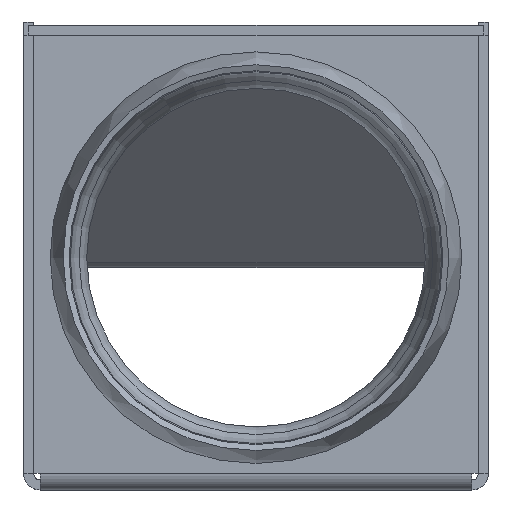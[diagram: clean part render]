
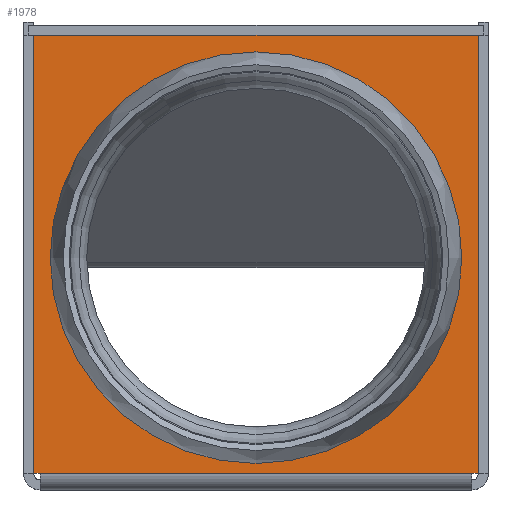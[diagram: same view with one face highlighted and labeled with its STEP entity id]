
A CAD part, left-side view. The second image highlights one B-rep face of the part: STEP entity #1978.
In plain terms, the highlighted planar face has unit normal (-1, 0, 0).
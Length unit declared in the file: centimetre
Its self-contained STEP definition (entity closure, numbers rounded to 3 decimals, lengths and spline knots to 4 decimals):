
#31=FACE_BOUND('',#325,.T.);
#100=PLANE('',#2162);
#216=FACE_OUTER_BOUND('',#324,.T.);
#324=EDGE_LOOP('',(#1819,#1820,#1821,#1822,#1823,#1824));
#325=EDGE_LOOP('',(#1825));
#446=LINE('',#3197,#654);
#452=LINE('',#3213,#660);
#514=LINE('',#3356,#722);
#526=LINE('',#3389,#734);
#534=LINE('',#3407,#742);
#535=LINE('',#3409,#743);
#654=VECTOR('',#2515,1.);
#660=VECTOR('',#2535,1.);
#722=VECTOR('',#2655,1.);
#734=VECTOR('',#2693,1.);
#742=VECTOR('',#2719,1.);
#743=VECTOR('',#2722,1.);
#798=CIRCLE('',#2084,25.5);
#908=VERTEX_POINT('',#3116);
#936=VERTEX_POINT('',#3191);
#938=VERTEX_POINT('',#3195);
#941=VERTEX_POINT('',#3212);
#992=VERTEX_POINT('',#3354);
#993=VERTEX_POINT('',#3355);
#1001=VERTEX_POINT('',#3388);
#1136=EDGE_CURVE('',#908,#908,#798,.T.);
#1174=EDGE_CURVE('',#936,#938,#446,.T.);
#1183=EDGE_CURVE('',#941,#936,#452,.T.);
#1253=EDGE_CURVE('',#992,#993,#514,.T.);
#1270=EDGE_CURVE('',#1001,#993,#526,.T.);
#1280=EDGE_CURVE('',#938,#1001,#534,.T.);
#1281=EDGE_CURVE('',#941,#992,#535,.T.);
#1819=ORIENTED_EDGE('',*,*,#1280,.T.);
#1820=ORIENTED_EDGE('',*,*,#1270,.T.);
#1821=ORIENTED_EDGE('',*,*,#1253,.F.);
#1822=ORIENTED_EDGE('',*,*,#1281,.F.);
#1823=ORIENTED_EDGE('',*,*,#1183,.T.);
#1824=ORIENTED_EDGE('',*,*,#1174,.T.);
#1825=ORIENTED_EDGE('',*,*,#1136,.T.);
#1978=ADVANCED_FACE('',(#216,#31),#100,.T.);
#2084=AXIS2_PLACEMENT_3D('',#3118,#2446,#2447);
#2162=AXIS2_PLACEMENT_3D('',#3408,#2720,#2721);
#2446=DIRECTION('center_axis',(1.,0.,0.));
#2447=DIRECTION('ref_axis',(0.,0.,1.));
#2515=DIRECTION('',(0.,-1.,0.));
#2535=DIRECTION('',(0.,0.,-1.));
#2655=DIRECTION('',(0.,0.,-1.));
#2693=DIRECTION('',(0.,-1.,0.));
#2719=DIRECTION('',(0.,-1.,0.));
#2720=DIRECTION('center_axis',(-1.,0.,0.));
#2721=DIRECTION('ref_axis',(0.,0.,-1.));
#2722=DIRECTION('',(0.,-1.,0.));
#3116=CARTESIAN_POINT('',(-155.,105.,-5.688));
#3118=CARTESIAN_POINT('Origin',(-155.,105.,19.812));
#3191=CARTESIAN_POINT('',(-155.,138.5,-12.688));
#3195=CARTESIAN_POINT('',(-155.,137.5,-12.688));
#3197=CARTESIAN_POINT('',(-155.,138.5,-12.688));
#3212=CARTESIAN_POINT('',(-155.,138.5,53.312));
#3213=CARTESIAN_POINT('',(-155.,138.5,73.312));
#3354=CARTESIAN_POINT('',(-155.,71.5,53.312));
#3355=CARTESIAN_POINT('',(-155.,71.5,-12.688));
#3356=CARTESIAN_POINT('',(-155.,71.5,73.312));
#3388=CARTESIAN_POINT('',(-155.,72.5,-12.688));
#3389=CARTESIAN_POINT('',(-155.,158.5,-12.688));
#3407=CARTESIAN_POINT('',(-155.,158.5,-12.688));
#3408=CARTESIAN_POINT('Origin',(-155.,158.5,73.312));
#3409=CARTESIAN_POINT('',(-155.,158.5,53.312));
